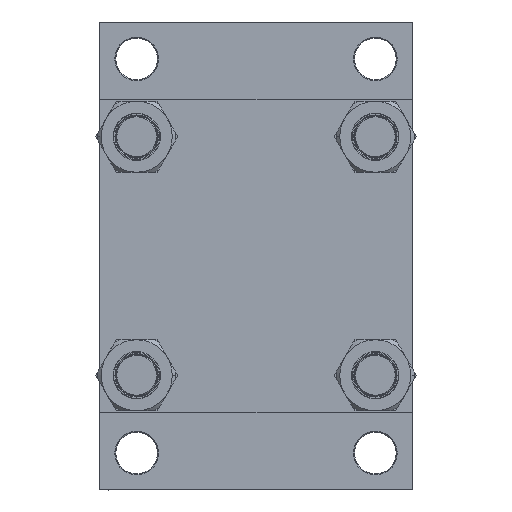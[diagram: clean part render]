
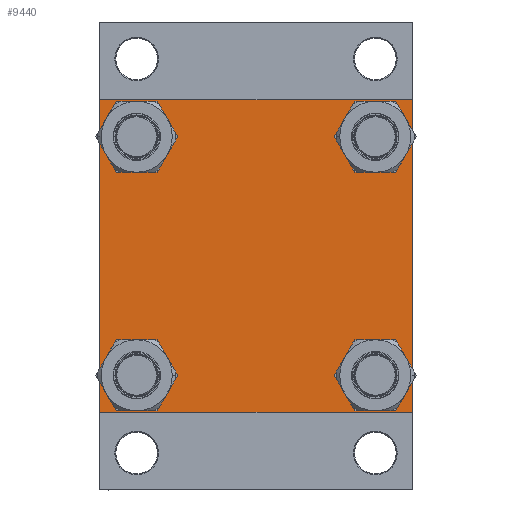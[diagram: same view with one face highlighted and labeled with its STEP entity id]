
A CAD part, left-side view. The second image highlights one B-rep face of the part: STEP entity #9440.
In plain terms, the highlighted planar face has unit normal (-1, 0, 0).
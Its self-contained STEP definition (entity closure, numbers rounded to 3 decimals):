
#157 = FACE_BOUND ( 'NONE', #7208, .T. ) ;
#495 = AXIS2_PLACEMENT_3D ( 'NONE', #20800, #21516, #46932 ) ;
#622 = CARTESIAN_POINT ( 'NONE',  ( 0., -82.5, -82. ) ) ;
#1441 = ORIENTED_EDGE ( 'NONE', *, *, #37648, .T. ) ;
#1480 = CARTESIAN_POINT ( 'NONE',  ( 0., 62.95, 51.45 ) ) ;
#1628 = ORIENTED_EDGE ( 'NONE', *, *, #13660, .T. ) ;
#1745 = DIRECTION ( 'NONE',  ( 0., 0., 1. ) ) ;
#1990 = DIRECTION ( 'NONE',  ( 1., 0., 0. ) ) ;
#2060 = VERTEX_POINT ( 'NONE', #34029 ) ;
#2261 = VECTOR ( 'NONE', #8873, 1000. ) ;
#2559 = CARTESIAN_POINT ( 'NONE',  ( 0., -82.25, -82.25 ) ) ;
#3129 = VECTOR ( 'NONE', #39849, 1000. ) ;
#3210 = CARTESIAN_POINT ( 'NONE',  ( 0., -62.95, -62.95 ) ) ;
#3395 = CIRCLE ( 'NONE', #11893, 11.5 ) ;
#3495 = AXIS2_PLACEMENT_3D ( 'NONE', #18549, #15646, #11761 ) ;
#4265 = CIRCLE ( 'NONE', #32817, 11.5 ) ;
#4415 = VERTEX_POINT ( 'NONE', #24170 ) ;
#4632 = CIRCLE ( 'NONE', #29346, 11.5 ) ;
#4692 = CARTESIAN_POINT ( 'NONE',  ( 0., -62.95, 74.45 ) ) ;
#4905 = EDGE_CURVE ( 'NONE', #18686, #4415, #32354, .T. ) ;
#4954 = VERTEX_POINT ( 'NONE', #47218 ) ;
#6109 = DIRECTION ( 'NONE',  ( 0., 0., 1. ) ) ;
#6609 = ORIENTED_EDGE ( 'NONE', *, *, #20688, .T. ) ;
#6675 = DIRECTION ( 'NONE',  ( 0., -0.707, 0.707 ) ) ;
#7074 = ORIENTED_EDGE ( 'NONE', *, *, #19880, .T. ) ;
#7177 = FACE_BOUND ( 'NONE', #41739, .T. ) ;
#7208 = EDGE_LOOP ( 'NONE', ( #31241, #7337 ) ) ;
#7223 = DIRECTION ( 'NONE',  ( 0., 0.707, -0.707 ) ) ;
#7337 = ORIENTED_EDGE ( 'NONE', *, *, #41214, .T. ) ;
#7767 = DIRECTION ( 'NONE',  ( 0., 0., 1. ) ) ;
#7788 = EDGE_CURVE ( 'NONE', #4415, #18686, #4632, .T. ) ;
#8535 = CARTESIAN_POINT ( 'NONE',  ( 0., -62.95, 51.45 ) ) ;
#8873 = DIRECTION ( 'NONE',  ( 0., 0., -1. ) ) ;
#8881 = DIRECTION ( 'NONE',  ( 0., 0.707, 0.707 ) ) ;
#9182 = CARTESIAN_POINT ( 'NONE',  ( 0., 62.95, -74.45 ) ) ;
#9440 = ADVANCED_FACE ( 'NONE', ( #14677, #47577, #7177, #157, #11514 ), #14923, .T. ) ;
#9997 = CARTESIAN_POINT ( 'NONE',  ( 0., 82., 82.5 ) ) ;
#10244 = ORIENTED_EDGE ( 'NONE', *, *, #18781, .T. ) ;
#10915 = ORIENTED_EDGE ( 'NONE', *, *, #20514, .T. ) ;
#11215 = VERTEX_POINT ( 'NONE', #12367 ) ;
#11437 = LINE ( 'NONE', #19427, #26237 ) ;
#11514 = FACE_OUTER_BOUND ( 'NONE', #17378, .T. ) ;
#11527 = LINE ( 'NONE', #26049, #39934 ) ;
#11761 = DIRECTION ( 'NONE',  ( 0., 0., 1. ) ) ;
#11893 = AXIS2_PLACEMENT_3D ( 'NONE', #44740, #34321, #23436 ) ;
#12367 = CARTESIAN_POINT ( 'NONE',  ( 0., 82., -82.5 ) ) ;
#12816 = CARTESIAN_POINT ( 'NONE',  ( 0., 82.5, -82. ) ) ;
#13660 = EDGE_CURVE ( 'NONE', #19222, #36898, #32074, .T. ) ;
#14117 = DIRECTION ( 'NONE',  ( 1., 0., 0. ) ) ;
#14677 = FACE_BOUND ( 'NONE', #44508, .T. ) ;
#14710 = ORIENTED_EDGE ( 'NONE', *, *, #4905, .T. ) ;
#14923 = PLANE ( 'NONE',  #19389 ) ;
#15494 = CARTESIAN_POINT ( 'NONE',  ( 0., 62.95, 62.95 ) ) ;
#15646 = DIRECTION ( 'NONE',  ( 1., 0., 0. ) ) ;
#15989 = CARTESIAN_POINT ( 'NONE',  ( 0., 62.95, -62.95 ) ) ;
#16150 = LINE ( 'NONE', #42033, #44370 ) ;
#17378 = EDGE_LOOP ( 'NONE', ( #10915, #26958, #6609, #1628, #22516, #40705, #42403, #10244 ) ) ;
#17722 = EDGE_CURVE ( 'NONE', #21853, #26688, #41284, .T. ) ;
#18549 = CARTESIAN_POINT ( 'NONE',  ( 0., -62.95, 62.95 ) ) ;
#18686 = VERTEX_POINT ( 'NONE', #9182 ) ;
#18781 = EDGE_CURVE ( 'NONE', #46291, #2060, #44480, .T. ) ;
#19222 = VERTEX_POINT ( 'NONE', #38118 ) ;
#19389 = AXIS2_PLACEMENT_3D ( 'NONE', #29177, #43944, #33544 ) ;
#19427 = CARTESIAN_POINT ( 'NONE',  ( 0., 82.5, -82.5 ) ) ;
#19880 = EDGE_CURVE ( 'NONE', #25790, #4954, #22344, .T. ) ;
#20129 = DIRECTION ( 'NONE',  ( 1., 0., 0. ) ) ;
#20362 = CARTESIAN_POINT ( 'NONE',  ( 0., 62.95, -62.95 ) ) ;
#20445 = VECTOR ( 'NONE', #7223, 1000. ) ;
#20514 = EDGE_CURVE ( 'NONE', #2060, #22443, #26779, .T. ) ;
#20688 = EDGE_CURVE ( 'NONE', #11215, #19222, #11437, .T. ) ;
#20800 = CARTESIAN_POINT ( 'NONE',  ( 0., -62.95, 62.95 ) ) ;
#20966 = VERTEX_POINT ( 'NONE', #22271 ) ;
#21516 = DIRECTION ( 'NONE',  ( 1., 0., 0. ) ) ;
#21853 = VERTEX_POINT ( 'NONE', #29597 ) ;
#22271 = CARTESIAN_POINT ( 'NONE',  ( 0., -82., 82.5 ) ) ;
#22344 = CIRCLE ( 'NONE', #47825, 11.5 ) ;
#22443 = VERTEX_POINT ( 'NONE', #12816 ) ;
#22516 = ORIENTED_EDGE ( 'NONE', *, *, #45027, .F. ) ;
#22738 = AXIS2_PLACEMENT_3D ( 'NONE', #15494, #30242, #45008 ) ;
#23436 = DIRECTION ( 'NONE',  ( 0., 0., 1. ) ) ;
#23930 = EDGE_LOOP ( 'NONE', ( #7074, #36781 ) ) ;
#24170 = CARTESIAN_POINT ( 'NONE',  ( 0., 62.95, -51.45 ) ) ;
#24249 = EDGE_CURVE ( 'NONE', #46291, #20966, #24380, .T. ) ;
#24357 = VERTEX_POINT ( 'NONE', #44921 ) ;
#24380 = LINE ( 'NONE', #24616, #3129 ) ;
#24616 = CARTESIAN_POINT ( 'NONE',  ( 0., 82.5, 82.5 ) ) ;
#25790 = VERTEX_POINT ( 'NONE', #43322 ) ;
#26049 = CARTESIAN_POINT ( 'NONE',  ( 0., -82.5, 82.5 ) ) ;
#26237 = VECTOR ( 'NONE', #33701, 1000. ) ;
#26688 = VERTEX_POINT ( 'NONE', #1480 ) ;
#26779 = LINE ( 'NONE', #41549, #2261 ) ;
#26797 = CARTESIAN_POINT ( 'NONE',  ( 0., 82.25, -82.25 ) ) ;
#26958 = ORIENTED_EDGE ( 'NONE', *, *, #43506, .T. ) ;
#27102 = VECTOR ( 'NONE', #6675, 1000. ) ;
#27881 = CARTESIAN_POINT ( 'NONE',  ( 0., 62.95, 62.95 ) ) ;
#28293 = VECTOR ( 'NONE', #41804, 1000. ) ;
#28793 = VERTEX_POINT ( 'NONE', #4692 ) ;
#29077 = CIRCLE ( 'NONE', #495, 11.5 ) ;
#29177 = CARTESIAN_POINT ( 'NONE',  ( 0., 0., 0. ) ) ;
#29346 = AXIS2_PLACEMENT_3D ( 'NONE', #15989, #44552, #7767 ) ;
#29597 = CARTESIAN_POINT ( 'NONE',  ( 0., 62.95, 74.45 ) ) ;
#29869 = ORIENTED_EDGE ( 'NONE', *, *, #44351, .T. ) ;
#30154 = DIRECTION ( 'NONE',  ( 0., 0., -1. ) ) ;
#30242 = DIRECTION ( 'NONE',  ( 1., 0., 0. ) ) ;
#30432 = LINE ( 'NONE', #26797, #28293 ) ;
#31241 = ORIENTED_EDGE ( 'NONE', *, *, #17722, .T. ) ;
#32074 = LINE ( 'NONE', #2559, #27102 ) ;
#32354 = CIRCLE ( 'NONE', #47046, 11.5 ) ;
#32817 = AXIS2_PLACEMENT_3D ( 'NONE', #27881, #1990, #6109 ) ;
#33544 = DIRECTION ( 'NONE',  ( 0., 0., 1. ) ) ;
#33701 = DIRECTION ( 'NONE',  ( 0., -1., 0. ) ) ;
#34029 = CARTESIAN_POINT ( 'NONE',  ( 0., 82.5, 82. ) ) ;
#34321 = DIRECTION ( 'NONE',  ( 1., 0., 0. ) ) ;
#35938 = CIRCLE ( 'NONE', #3495, 11.5 ) ;
#36781 = ORIENTED_EDGE ( 'NONE', *, *, #38465, .T. ) ;
#36898 = VERTEX_POINT ( 'NONE', #622 ) ;
#37648 = EDGE_CURVE ( 'NONE', #42863, #28793, #35938, .T. ) ;
#37693 = CARTESIAN_POINT ( 'NONE',  ( 0., 82.25, 82.25 ) ) ;
#38118 = CARTESIAN_POINT ( 'NONE',  ( 0., -82., -82.5 ) ) ;
#38465 = EDGE_CURVE ( 'NONE', #4954, #25790, #3395, .T. ) ;
#38861 = EDGE_CURVE ( 'NONE', #24357, #20966, #16150, .T. ) ;
#39849 = DIRECTION ( 'NONE',  ( 0., -1., 0. ) ) ;
#39934 = VECTOR ( 'NONE', #30154, 1000. ) ;
#40465 = DIRECTION ( 'NONE',  ( 0., 0., 1. ) ) ;
#40705 = ORIENTED_EDGE ( 'NONE', *, *, #38861, .T. ) ;
#41214 = EDGE_CURVE ( 'NONE', #26688, #21853, #4265, .T. ) ;
#41284 = CIRCLE ( 'NONE', #22738, 11.5 ) ;
#41549 = CARTESIAN_POINT ( 'NONE',  ( 0., 82.5, 82.5 ) ) ;
#41739 = EDGE_LOOP ( 'NONE', ( #41951, #14710 ) ) ;
#41804 = DIRECTION ( 'NONE',  ( 0., -0.707, -0.707 ) ) ;
#41951 = ORIENTED_EDGE ( 'NONE', *, *, #7788, .T. ) ;
#42033 = CARTESIAN_POINT ( 'NONE',  ( 0., -82.25, 82.25 ) ) ;
#42403 = ORIENTED_EDGE ( 'NONE', *, *, #24249, .F. ) ;
#42863 = VERTEX_POINT ( 'NONE', #8535 ) ;
#43322 = CARTESIAN_POINT ( 'NONE',  ( 0., -62.95, -51.45 ) ) ;
#43506 = EDGE_CURVE ( 'NONE', #22443, #11215, #30432, .T. ) ;
#43944 = DIRECTION ( 'NONE',  ( -1., 0., 0. ) ) ;
#44351 = EDGE_CURVE ( 'NONE', #28793, #42863, #29077, .T. ) ;
#44370 = VECTOR ( 'NONE', #8881, 1000. ) ;
#44480 = LINE ( 'NONE', #37693, #20445 ) ;
#44508 = EDGE_LOOP ( 'NONE', ( #29869, #1441 ) ) ;
#44552 = DIRECTION ( 'NONE',  ( 1., 0., 0. ) ) ;
#44740 = CARTESIAN_POINT ( 'NONE',  ( 0., -62.95, -62.95 ) ) ;
#44921 = CARTESIAN_POINT ( 'NONE',  ( 0., -82.5, 82. ) ) ;
#45008 = DIRECTION ( 'NONE',  ( 0., 0., 1. ) ) ;
#45027 = EDGE_CURVE ( 'NONE', #24357, #36898, #11527, .T. ) ;
#46291 = VERTEX_POINT ( 'NONE', #9997 ) ;
#46932 = DIRECTION ( 'NONE',  ( 0., 0., 1. ) ) ;
#47046 = AXIS2_PLACEMENT_3D ( 'NONE', #20362, #20129, #1745 ) ;
#47218 = CARTESIAN_POINT ( 'NONE',  ( 0., -62.95, -74.45 ) ) ;
#47577 = FACE_BOUND ( 'NONE', #23930, .T. ) ;
#47825 = AXIS2_PLACEMENT_3D ( 'NONE', #3210, #14117, #40465 ) ;
